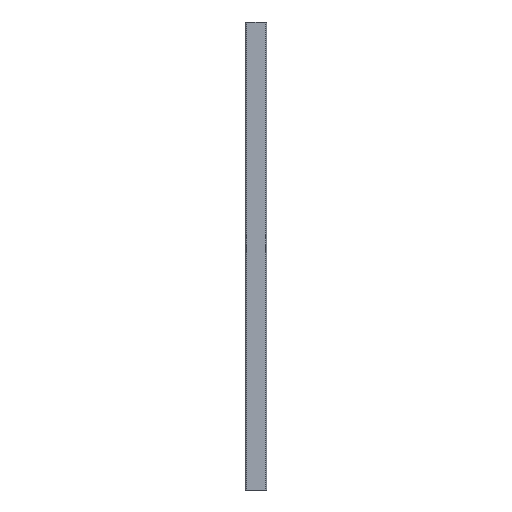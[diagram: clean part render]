
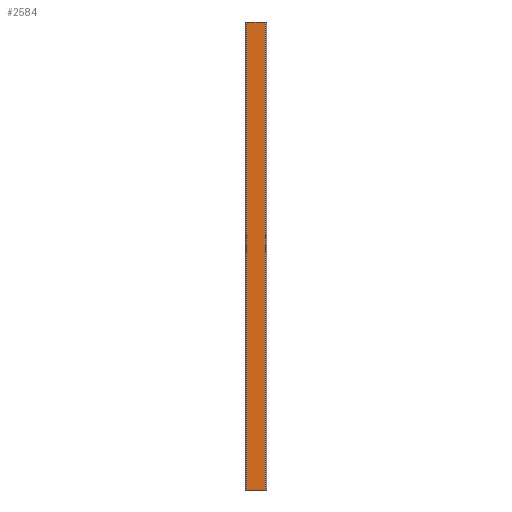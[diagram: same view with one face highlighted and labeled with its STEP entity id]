
A CAD part, front view. The second image highlights one B-rep face of the part: STEP entity #2584.
In plain terms, the highlighted planar face has unit normal (0, -1, 0).
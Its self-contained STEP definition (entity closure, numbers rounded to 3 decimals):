
#226=FACE_OUTER_BOUND($,#350,.T.);
#350=EDGE_LOOP($,(#2081,#2082,#2083,#2084));
#664=LINE($,#4145,#980);
#665=LINE($,#4148,#981);
#666=LINE($,#4150,#982);
#667=LINE($,#4151,#983);
#980=VECTOR($,#3401,1000.);
#981=VECTOR($,#3404,39.);
#982=VECTOR($,#3405,39.);
#983=VECTOR($,#3406,1000.);
#1235=VERTEX_POINT($,#4141);
#1236=VERTEX_POINT($,#4143);
#1237=VERTEX_POINT($,#4147);
#1238=VERTEX_POINT($,#4149);
#1596=EDGE_CURVE($,#1235,#1236,#664,.T.);
#1597=EDGE_CURVE($,#1237,#1235,#665,.T.);
#1598=EDGE_CURVE($,#1238,#1236,#666,.T.);
#1599=EDGE_CURVE($,#1237,#1238,#667,.T.);
#2081=ORIENTED_EDGE($,*,*,#1597,.T.);
#2082=ORIENTED_EDGE($,*,*,#1596,.T.);
#2083=ORIENTED_EDGE($,*,*,#1598,.F.);
#2084=ORIENTED_EDGE($,*,*,#1599,.F.);
#2460=PLANE($,#2765);
#2584=ADVANCED_FACE($,(#226),#2460,.T.);
#2765=AXIS2_PLACEMENT_3D($,#4146,#3402,#3403);
#3401=DIRECTION($,(0.,0.,1.));
#3402=DIRECTION('center_axis',(0.,-1.,0.));
#3403=DIRECTION('ref_axis',(1.,0.,0.));
#3404=DIRECTION($,(1.,0.,0.));
#3405=DIRECTION($,(1.,0.,0.));
#3406=DIRECTION($,(0.,0.,1.));
#4141=CARTESIAN_POINT('',(19.5,-22.5,0.));
#4143=CARTESIAN_POINT('',(19.5,-22.5,1000.));
#4145=CARTESIAN_POINT($,(19.5,-22.5,0.));
#4146=CARTESIAN_POINT('Origin',(-19.5,-22.5,0.));
#4147=CARTESIAN_POINT('',(-19.5,-22.5,0.));
#4148=CARTESIAN_POINT($,(-19.5,-22.5,0.));
#4149=CARTESIAN_POINT('',(-19.5,-22.5,1000.));
#4150=CARTESIAN_POINT($,(-19.5,-22.5,1000.));
#4151=CARTESIAN_POINT($,(-19.5,-22.5,0.));
